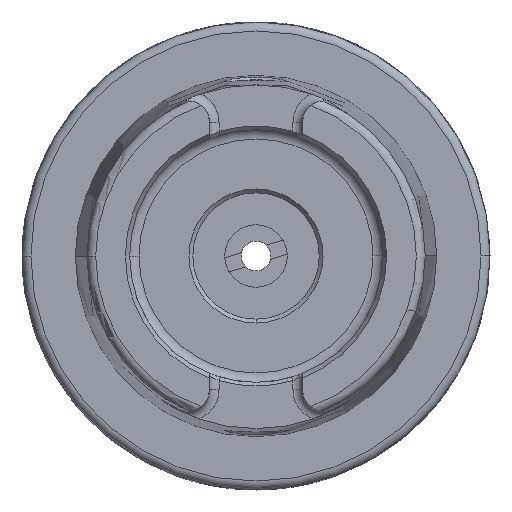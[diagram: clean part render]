
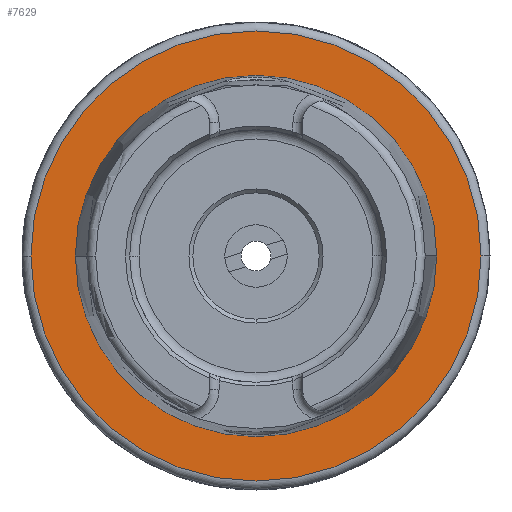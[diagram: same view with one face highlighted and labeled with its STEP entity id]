
A CAD part, left-side view. The second image highlights one B-rep face of the part: STEP entity #7629.
In plain terms, the highlighted face is planar.
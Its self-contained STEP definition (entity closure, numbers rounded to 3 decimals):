
#89 = VERTEX_POINT ( 'NONE', #1285 ) ;
#203 = VERTEX_POINT ( 'NONE', #6356 ) ;
#619 = CARTESIAN_POINT ( 'NONE',  ( 0., 30.3, 25.95 ) ) ;
#669 = AXIS2_PLACEMENT_3D ( 'NONE', #1121, #1449, #7524 ) ;
#1048 = EDGE_CURVE ( 'NONE', #89, #203, #5550, .T. ) ;
#1121 = CARTESIAN_POINT ( 'NONE',  ( 0., 0., 25.95 ) ) ;
#1235 = CIRCLE ( 'NONE', #2447, 24.321 ) ;
#1285 = CARTESIAN_POINT ( 'NONE',  ( 0., 24.321, 25.95 ) ) ;
#1449 = DIRECTION ( 'NONE',  ( 0., 0., -1. ) ) ;
#1499 = VERTEX_POINT ( 'NONE', #619 ) ;
#2079 = FACE_BOUND ( 'NONE', #7681, .T. ) ;
#2233 = AXIS2_PLACEMENT_3D ( 'NONE', #6205, #6555, #8946 ) ;
#2447 = AXIS2_PLACEMENT_3D ( 'NONE', #4554, #3474, #7944 ) ;
#2523 = CIRCLE ( 'NONE', #669, 30.3 ) ;
#2570 = EDGE_CURVE ( 'NONE', #203, #89, #1235, .T. ) ;
#2907 = ORIENTED_EDGE ( 'NONE', *, *, #7479, .F. ) ;
#3238 = DIRECTION ( 'NONE',  ( 0., 1., 0. ) ) ;
#3251 = AXIS2_PLACEMENT_3D ( 'NONE', #8271, #6184, #8173 ) ;
#3474 = DIRECTION ( 'NONE',  ( 0., 0., -1. ) ) ;
#3965 = DIRECTION ( 'NONE',  ( 0., 0., -1. ) ) ;
#4131 = EDGE_CURVE ( 'NONE', #8232, #1499, #6646, .T. ) ;
#4177 = ORIENTED_EDGE ( 'NONE', *, *, #4131, .F. ) ;
#4188 = AXIS2_PLACEMENT_3D ( 'NONE', #8913, #3965, #3238 ) ;
#4554 = CARTESIAN_POINT ( 'NONE',  ( 0., 0., 25.95 ) ) ;
#5161 = CARTESIAN_POINT ( 'NONE',  ( 0., -30.3, 25.95 ) ) ;
#5550 = CIRCLE ( 'NONE', #3251, 24.321 ) ;
#5631 = FACE_OUTER_BOUND ( 'NONE', #8903, .T. ) ;
#6184 = DIRECTION ( 'NONE',  ( 0., 0., -1. ) ) ;
#6205 = CARTESIAN_POINT ( 'NONE',  ( 0., 24.321, 25.95 ) ) ;
#6356 = CARTESIAN_POINT ( 'NONE',  ( 0., -24.321, 25.95 ) ) ;
#6555 = DIRECTION ( 'NONE',  ( 0., 0., 1. ) ) ;
#6646 = CIRCLE ( 'NONE', #4188, 30.3 ) ;
#7479 = EDGE_CURVE ( 'NONE', #1499, #8232, #2523, .T. ) ;
#7524 = DIRECTION ( 'NONE',  ( 0., 1., 0. ) ) ;
#7576 = ORIENTED_EDGE ( 'NONE', *, *, #2570, .T. ) ;
#7629 = ADVANCED_FACE ( 'NONE', ( #2079, #5631 ), #9141, .T. ) ;
#7681 = EDGE_LOOP ( 'NONE', ( #8039, #7576 ) ) ;
#7944 = DIRECTION ( 'NONE',  ( 0., 1., 0. ) ) ;
#8039 = ORIENTED_EDGE ( 'NONE', *, *, #1048, .T. ) ;
#8173 = DIRECTION ( 'NONE',  ( 0., 1., 0. ) ) ;
#8232 = VERTEX_POINT ( 'NONE', #5161 ) ;
#8271 = CARTESIAN_POINT ( 'NONE',  ( 0., 0., 25.95 ) ) ;
#8903 = EDGE_LOOP ( 'NONE', ( #2907, #4177 ) ) ;
#8913 = CARTESIAN_POINT ( 'NONE',  ( 0., 0., 25.95 ) ) ;
#8946 = DIRECTION ( 'NONE',  ( 0., -1., 0. ) ) ;
#9141 = PLANE ( 'NONE',  #2233 ) ;
